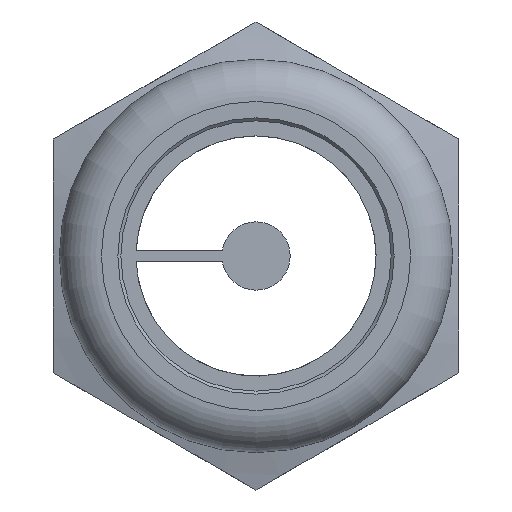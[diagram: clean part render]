
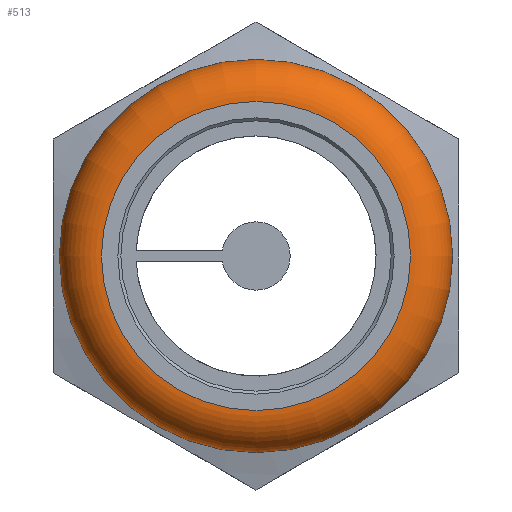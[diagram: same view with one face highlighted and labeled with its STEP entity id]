
A CAD part, left-side view. The second image highlights one B-rep face of the part: STEP entity #513.
In plain terms, the highlighted toroidal (fillet/blend) face has major radius 10.3 mm and minor radius 2.8 mm.
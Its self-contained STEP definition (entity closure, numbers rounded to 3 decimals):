
#36=TOROIDAL_SURFACE($,#582,10.3,2.8);
#71=FACE_BOUND($,#201,.T.);
#96=CIRCLE($,#560,10.3);
#100=CIRCLE($,#581,12.445);
#143=FACE_OUTER_BOUND($,#200,.T.);
#200=EDGE_LOOP($,(#456));
#201=EDGE_LOOP($,(#457));
#264=VERTEX_POINT($,#841);
#274=VERTEX_POINT($,#914);
#313=EDGE_CURVE($,#264,#264,#96,.T.);
#335=EDGE_CURVE($,#274,#274,#100,.T.);
#456=ORIENTED_EDGE($,*,*,#313,.F.);
#457=ORIENTED_EDGE($,*,*,#335,.T.);
#513=ADVANCED_FACE($,(#143,#71),#36,.T.);
#560=AXIS2_PLACEMENT_3D($,#842,#681,#682);
#581=AXIS2_PLACEMENT_3D($,#915,#729,#730);
#582=AXIS2_PLACEMENT_3D($,#916,#731,#732);
#681=DIRECTION('center_axis',(-1.,0.,0.));
#682=DIRECTION('ref_axis',(0.,0.866,0.5));
#729=DIRECTION('center_axis',(-1.,0.,0.));
#730=DIRECTION('ref_axis',(0.,0.866,0.5));
#731=DIRECTION('center_axis',(-1.,0.,0.));
#732=DIRECTION('ref_axis',(0.,-0.5,0.866));
#841=CARTESIAN_POINT('',(0.,8.92,-5.15));
#842=CARTESIAN_POINT('Origin',(0.,0.,
0.));
#914=CARTESIAN_POINT('',(4.6,10.778,-6.222));
#915=CARTESIAN_POINT('Origin',(4.6,0.,0.));
#916=CARTESIAN_POINT('Origin',(2.8,0.,0.));
